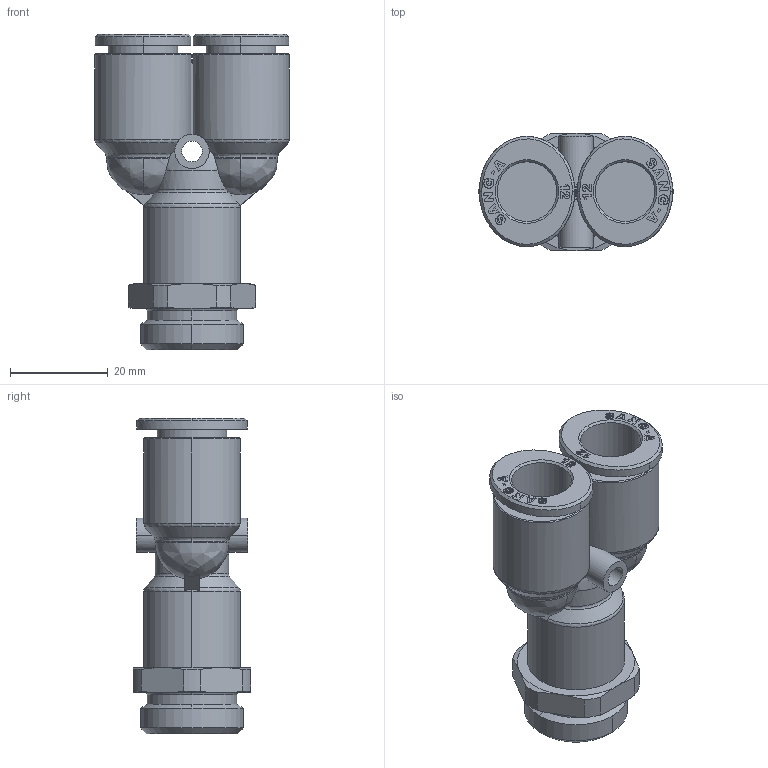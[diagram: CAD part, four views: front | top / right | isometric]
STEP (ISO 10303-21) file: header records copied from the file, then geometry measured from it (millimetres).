
FILE_DESCRIPTION (( 'STEP AP214' ), '1' );
FILE_NAME ('PWT12-G04.stp', '2015-09-28T08:45:46', ( '' ), ( '' ), 'SwSTEP 2.0', 'SolidWorks 2015', '' );
FILE_SCHEMA (( 'AUTOMOTIVE_DESIGN' ));
Length unit declared in the file: millimetre
Products named in the file (2): PWT12-G04; ｦ+ﾃｦ1
Assembly tree (1 placements, depth 2):
  PWT12-G04
    ｦ+ﾃｦ1
Bounding box: 39.7 x 24 x 64.4 mm (x, y, z)
Volume: 21267.6 mm3; surface area: 10578.3 mm2
Topology: 1 solids, 1 shells, 818 faces, 2340 edges, 1554 vertices
Faces by surface type: plane 698, cone 42, cylinder 39, bspline 32, torus 7
Entity records: 29444 total; most frequent: CARTESIAN_POINT 7025, ORIENTED_EDGE 4680, DIRECTION 3945, EDGE_CURVE 2340, VECTOR 2033, LINE 2033, VERTEX_POINT 1554, AXIS2_PLACEMENT_3D 956
